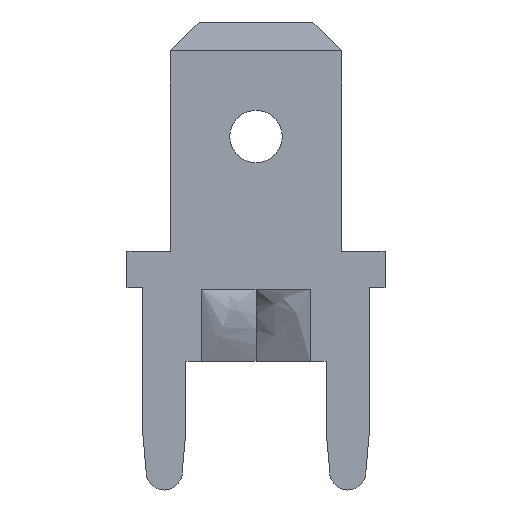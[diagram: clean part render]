
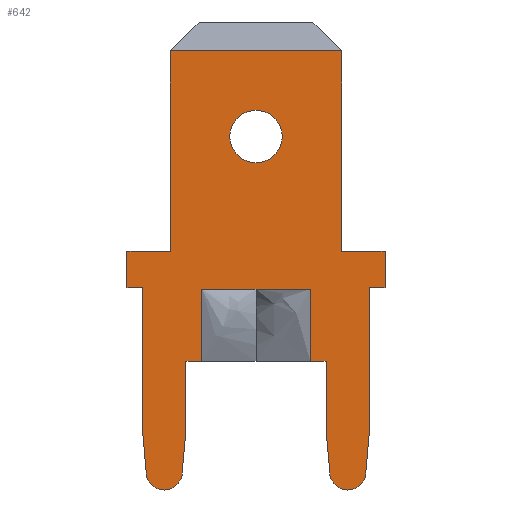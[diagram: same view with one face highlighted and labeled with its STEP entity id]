
A CAD part, front view. The second image highlights one B-rep face of the part: STEP entity #642.
In plain terms, the highlighted planar face has unit normal (0, -1, 0).
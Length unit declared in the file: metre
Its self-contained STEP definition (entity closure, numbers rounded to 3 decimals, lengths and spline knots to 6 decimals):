
#24=LINE('',#908,#104);
#27=LINE('',#914,#107);
#30=LINE('',#920,#110);
#33=LINE('',#926,#113);
#36=LINE('',#932,#116);
#39=LINE('',#938,#119);
#46=LINE('',#959,#126);
#51=LINE('',#968,#131);
#53=LINE('',#971,#133);
#54=LINE('',#973,#134);
#55=LINE('',#975,#135);
#56=LINE('',#977,#136);
#57=LINE('',#979,#137);
#58=LINE('',#981,#138);
#59=LINE('',#983,#139);
#60=LINE('',#985,#140);
#61=LINE('',#989,#141);
#62=LINE('',#991,#142);
#63=LINE('',#993,#143);
#64=LINE('',#995,#144);
#65=LINE('',#997,#145);
#66=LINE('',#999,#146);
#67=LINE('',#1001,#147);
#104=VECTOR('',#741,1.);
#107=VECTOR('',#746,1.);
#110=VECTOR('',#751,1.);
#113=VECTOR('',#756,1.);
#116=VECTOR('',#761,1.);
#119=VECTOR('',#766,1.);
#126=VECTOR('',#783,1.);
#131=VECTOR('',#790,1.);
#133=VECTOR('',#794,1.);
#134=VECTOR('',#797,1.);
#135=VECTOR('',#798,1.);
#136=VECTOR('',#799,1.);
#137=VECTOR('',#800,1.);
#138=VECTOR('',#801,1.);
#139=VECTOR('',#802,1.);
#140=VECTOR('',#803,1.);
#141=VECTOR('',#806,1.);
#142=VECTOR('',#807,1.);
#143=VECTOR('',#808,1.);
#144=VECTOR('',#809,1.);
#145=VECTOR('',#810,1.);
#146=VECTOR('',#811,1.);
#147=VECTOR('',#812,1.);
#231=ORIENTED_EDGE('',*,*,#405,.T.);
#232=ORIENTED_EDGE('',*,*,#406,.T.);
#233=ORIENTED_EDGE('',*,*,#407,.T.);
#234=ORIENTED_EDGE('',*,*,#408,.T.);
#235=ORIENTED_EDGE('',*,*,#409,.T.);
#236=ORIENTED_EDGE('',*,*,#410,.T.);
#237=ORIENTED_EDGE('',*,*,#411,.T.);
#238=ORIENTED_EDGE('',*,*,#412,.F.);
#239=ORIENTED_EDGE('',*,*,#413,.F.);
#240=ORIENTED_EDGE('',*,*,#414,.F.);
#241=ORIENTED_EDGE('',*,*,#415,.T.);
#242=ORIENTED_EDGE('',*,*,#416,.T.);
#243=ORIENTED_EDGE('',*,*,#417,.T.);
#244=ORIENTED_EDGE('',*,*,#418,.F.);
#245=ORIENTED_EDGE('',*,*,#419,.F.);
#246=ORIENTED_EDGE('',*,*,#397,.F.);
#247=ORIENTED_EDGE('',*,*,#402,.T.);
#248=ORIENTED_EDGE('',*,*,#404,.T.);
#249=ORIENTED_EDGE('',*,*,#369,.T.);
#250=ORIENTED_EDGE('',*,*,#373,.F.);
#251=ORIENTED_EDGE('',*,*,#376,.F.);
#252=ORIENTED_EDGE('',*,*,#379,.F.);
#253=ORIENTED_EDGE('',*,*,#382,.F.);
#254=ORIENTED_EDGE('',*,*,#385,.F.);
#255=ORIENTED_EDGE('',*,*,#388,.F.);
#256=ORIENTED_EDGE('',*,*,#394,.F.);
#369=EDGE_CURVE('',#462,#461,#520,.T.);
#373=EDGE_CURVE('',#464,#461,#24,.T.);
#376=EDGE_CURVE('',#466,#464,#27,.T.);
#379=EDGE_CURVE('',#468,#466,#30,.T.);
#382=EDGE_CURVE('',#470,#468,#33,.T.);
#385=EDGE_CURVE('',#472,#470,#36,.T.);
#388=EDGE_CURVE('',#474,#472,#39,.T.);
#394=EDGE_CURVE('',#480,#480,#522,.T.);
#397=EDGE_CURVE('',#483,#484,#46,.T.);
#402=EDGE_CURVE('',#483,#486,#51,.T.);
#404=EDGE_CURVE('',#486,#462,#53,.T.);
#405=EDGE_CURVE('',#474,#487,#54,.T.);
#406=EDGE_CURVE('',#487,#488,#55,.T.);
#407=EDGE_CURVE('',#488,#489,#56,.T.);
#408=EDGE_CURVE('',#489,#490,#57,.T.);
#409=EDGE_CURVE('',#490,#491,#58,.T.);
#410=EDGE_CURVE('',#491,#492,#59,.T.);
#411=EDGE_CURVE('',#492,#493,#60,.T.);
#412=EDGE_CURVE('',#494,#493,#523,.T.);
#413=EDGE_CURVE('',#495,#494,#61,.T.);
#414=EDGE_CURVE('',#496,#495,#62,.T.);
#415=EDGE_CURVE('',#496,#497,#63,.T.);
#416=EDGE_CURVE('',#497,#498,#64,.T.);
#417=EDGE_CURVE('',#498,#499,#65,.T.);
#418=EDGE_CURVE('',#500,#499,#66,.T.);
#419=EDGE_CURVE('',#484,#500,#67,.T.);
#461=VERTEX_POINT('',#899);
#462=VERTEX_POINT('',#901);
#464=VERTEX_POINT('',#907);
#466=VERTEX_POINT('',#913);
#468=VERTEX_POINT('',#919);
#470=VERTEX_POINT('',#925);
#472=VERTEX_POINT('',#931);
#474=VERTEX_POINT('',#937);
#480=VERTEX_POINT('',#952);
#483=VERTEX_POINT('',#958);
#484=VERTEX_POINT('',#960);
#486=VERTEX_POINT('',#967);
#487=VERTEX_POINT('',#974);
#488=VERTEX_POINT('',#976);
#489=VERTEX_POINT('',#978);
#490=VERTEX_POINT('',#980);
#491=VERTEX_POINT('',#982);
#492=VERTEX_POINT('',#984);
#493=VERTEX_POINT('',#986);
#494=VERTEX_POINT('',#988);
#495=VERTEX_POINT('',#990);
#496=VERTEX_POINT('',#992);
#497=VERTEX_POINT('',#994);
#498=VERTEX_POINT('',#996);
#499=VERTEX_POINT('',#998);
#500=VERTEX_POINT('',#1000);
#520=CIRCLE('',#682,0.0005);
#522=CIRCLE('',#692,0.000725);
#523=CIRCLE('',#697,0.0005);
#542=EDGE_LOOP('',(#231,#232,#233,#234,#235,#236,#237,#238,#239,#240,#241,
#242,#243,#244,#245,#246,#247,#248,#249,#250,#251,#252,#253,#254,#255));
#543=EDGE_LOOP('',(#256));
#579=FACE_BOUND('',#542,.T.);
#580=FACE_BOUND('',#543,.T.);
#613=PLANE('',#696);
#642=ADVANCED_FACE('',(#579,#580),#613,.T.);
#682=AXIS2_PLACEMENT_3D('',#900,#734,#735);
#692=AXIS2_PLACEMENT_3D('',#951,#777,#778);
#696=AXIS2_PLACEMENT_3D('',#972,#795,#796);
#697=AXIS2_PLACEMENT_3D('',#987,#804,#805);
#734=DIRECTION('',(0.,-1.,0.));
#735=DIRECTION('',(0.,0.,-1.));
#741=DIRECTION('',(-0.087,0.,-0.996));
#746=DIRECTION('',(0.,0.,-1.));
#751=DIRECTION('',(-1.,0.,0.));
#756=DIRECTION('',(0.,0.,-1.));
#761=DIRECTION('',(1.,0.,0.));
#766=DIRECTION('',(0.,0.,-1.));
#777=DIRECTION('',(0.,-1.,0.));
#778=DIRECTION('',(0.,0.,-1.));
#783=DIRECTION('',(-1.,0.,0.));
#790=DIRECTION('',(0.,0.,-1.));
#794=DIRECTION('',(0.087,0.,-0.996));
#795=DIRECTION('',(0.,-1.,0.));
#796=DIRECTION('',(1.,0.,0.));
#797=DIRECTION('',(-1.,0.,0.));
#798=DIRECTION('',(0.,0.,-1.));
#799=DIRECTION('',(-1.,0.,0.));
#800=DIRECTION('',(0.,0.,-1.));
#801=DIRECTION('',(1.,0.,0.));
#802=DIRECTION('',(0.,0.,-1.));
#803=DIRECTION('',(0.087,0.,-0.996));
#804=DIRECTION('',(0.,1.,0.));
#805=DIRECTION('',(0.,0.,-1.));
#806=DIRECTION('',(-0.087,0.,-0.996));
#807=DIRECTION('',(0.,0.,-1.));
#808=DIRECTION('',(1.,0.,0.));
#809=DIRECTION('',(0.,0.,1.));
#810=DIRECTION('',(1.,0.,0.));
#811=DIRECTION('',(-1.,0.,0.));
#812=DIRECTION('',(0.,0.,1.));
#899=CARTESIAN_POINT('',(0.00304,-0.0006,-0.00306));
#900=CARTESIAN_POINT('',(0.00254,-0.0006,-0.00306));
#901=CARTESIAN_POINT('',(0.00204,-0.0006,-0.00306));
#907=CARTESIAN_POINT('',(0.00314,-0.0006,-0.001917));
#908=CARTESIAN_POINT('',(0.00309,-0.0006,-0.002488));
#913=CARTESIAN_POINT('',(0.00314,-0.0006,0.00204));
#914=CARTESIAN_POINT('',(0.00314,-0.0006,-0.000958));
#919=CARTESIAN_POINT('',(0.00357,-0.0006,0.00204));
#920=CARTESIAN_POINT('',(0.003355,-0.0006,0.00204));
#925=CARTESIAN_POINT('',(0.00357,-0.0006,0.00304));
#926=CARTESIAN_POINT('',(0.00357,-0.0006,0.00254));
#931=CARTESIAN_POINT('',(0.002375,-0.0006,0.00304));
#932=CARTESIAN_POINT('',(0.002973,-0.0006,0.00304));
#937=CARTESIAN_POINT('',(0.002375,-0.0006,0.00859));
#938=CARTESIAN_POINT('',(0.002375,-0.0006,0.006215));
#951=CARTESIAN_POINT('',(0.,-0.0006,0.00622));
#952=CARTESIAN_POINT('',(0.,-0.0006,0.005495));
#958=CARTESIAN_POINT('',(0.00194,-0.0006,0.));
#959=CARTESIAN_POINT('',(0.00172,-0.0006,0.));
#960=CARTESIAN_POINT('',(0.0015,-0.0006,0.));
#967=CARTESIAN_POINT('',(0.00194,-0.0006,-0.001917));
#968=CARTESIAN_POINT('',(0.00194,-0.0006,-0.000958));
#971=CARTESIAN_POINT('',(0.00199,-0.0006,-0.002488));
#972=CARTESIAN_POINT('',(0.001785,-0.0006,0.002915));
#973=CARTESIAN_POINT('',(0.001785,-0.0006,0.00859));
#974=CARTESIAN_POINT('',(-0.002375,-0.0006,0.00859));
#975=CARTESIAN_POINT('',(-0.002375,-0.0006,0.006215));
#976=CARTESIAN_POINT('',(-0.002375,-0.0006,0.00304));
#977=CARTESIAN_POINT('',(-0.002973,-0.0006,0.00304));
#978=CARTESIAN_POINT('',(-0.00357,-0.0006,0.00304));
#979=CARTESIAN_POINT('',(-0.00357,-0.0006,0.00254));
#980=CARTESIAN_POINT('',(-0.00357,-0.0006,0.00204));
#981=CARTESIAN_POINT('',(-0.003355,-0.0006,0.00204));
#982=CARTESIAN_POINT('',(-0.00314,-0.0006,0.00204));
#983=CARTESIAN_POINT('',(-0.00314,-0.0006,-0.000958));
#984=CARTESIAN_POINT('',(-0.00314,-0.0006,-0.001917));
#985=CARTESIAN_POINT('',(-0.00309,-0.0006,-0.002488));
#986=CARTESIAN_POINT('',(-0.00304,-0.0006,-0.00306));
#987=CARTESIAN_POINT('',(-0.00254,-0.0006,-0.00306));
#988=CARTESIAN_POINT('',(-0.00204,-0.0006,-0.00306));
#989=CARTESIAN_POINT('',(-0.00199,-0.0006,-0.002488));
#990=CARTESIAN_POINT('',(-0.00194,-0.0006,-0.001917));
#991=CARTESIAN_POINT('',(-0.00194,-0.0006,-0.000958));
#992=CARTESIAN_POINT('',(-0.00194,-0.0006,0.));
#993=CARTESIAN_POINT('',(-0.00172,-0.0006,0.));
#994=CARTESIAN_POINT('',(-0.0015,-0.0006,0.));
#995=CARTESIAN_POINT('',(-0.0015,-0.0006,0.001));
#996=CARTESIAN_POINT('',(-0.0015,-0.0006,0.002));
#997=CARTESIAN_POINT('',(-0.00075,-0.0006,0.002));
#998=CARTESIAN_POINT('',(0.,-0.0006,0.002));
#999=CARTESIAN_POINT('',(0.00075,-0.0006,0.002));
#1000=CARTESIAN_POINT('',(0.0015,-0.0006,0.002));
#1001=CARTESIAN_POINT('',(0.0015,-0.0006,0.001));
